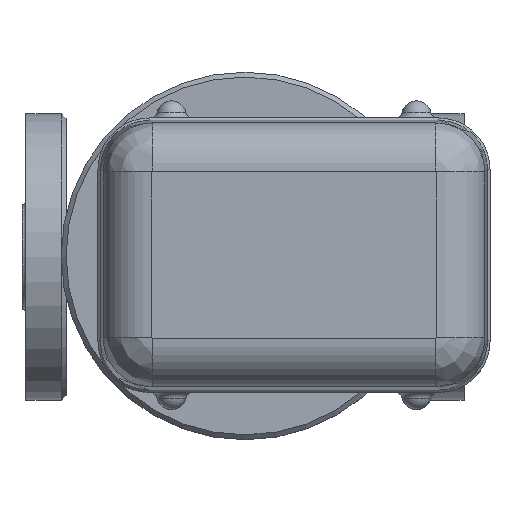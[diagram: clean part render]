
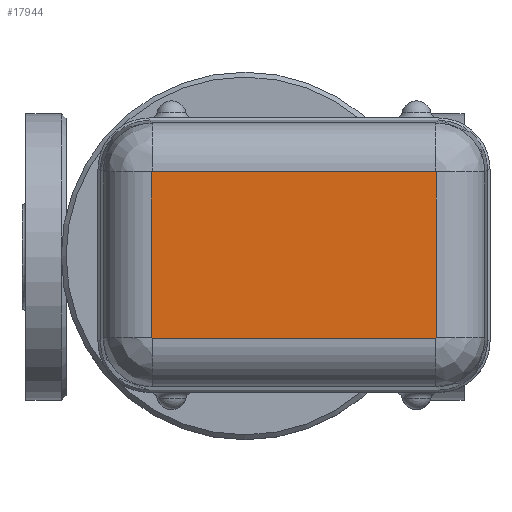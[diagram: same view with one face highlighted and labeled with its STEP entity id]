
A CAD part, top view. The second image highlights one B-rep face of the part: STEP entity #17944.
In plain terms, the highlighted planar face has unit normal (0, 0, 1).
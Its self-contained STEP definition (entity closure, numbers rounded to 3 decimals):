
#922=LINE('',#37331,#1930);
#923=LINE('',#37336,#1931);
#926=LINE('',#37511,#1934);
#927=LINE('',#37516,#1935);
#1930=VECTOR('',#22570,67.708);
#1931=VECTOR('',#22575,115.708);
#1934=VECTOR('',#22586,115.708);
#1935=VECTOR('',#22591,67.708);
#2787=B_SPLINE_CURVE_WITH_KNOTS('',3,(#37310,#37311,#37312,#37313,#37314,
#37315,#37316),.UNSPECIFIED.,.F.,.F.,(4,1,1,1,4),(0.,0.014,
0.027,0.041,0.047),.UNSPECIFIED.);
#2789=B_SPLINE_CURVE_WITH_KNOTS('',3,(#37395,#37396,#37397,#37398,#37399,
#37400,#37401,#37402),.UNSPECIFIED.,.F.,.F.,(4,1,1,1,1,4),(0.,
0.007,0.014,0.027,0.041,
0.047),.UNSPECIFIED.);
#2791=B_SPLINE_CURVE_WITH_KNOTS('',3,(#37486,#37487,#37488,#37489,#37490,
#37491,#37492,#37493,#37494,#37495),.UNSPECIFIED.,.F.,.F.,(4,1,1,1,1,1,
1,4),(0.,0.007,0.014,0.02,0.027,
0.034,0.041,0.047),.UNSPECIFIED.);
#2793=B_SPLINE_CURVE_WITH_KNOTS('',3,(#37567,#37568,#37569,#37570,#37571,
#37572,#37573),.UNSPECIFIED.,.F.,.F.,(4,1,1,1,4),(0.,0.014,
0.027,0.041,0.047),.UNSPECIFIED.);
#4180=FACE_OUTER_BOUND('',#5480,.T.);
#5480=EDGE_LOOP('',(#13766,#13767,#13768,#13769,#13770,#13771,#13772,#13773));
#8113=VERTEX_POINT('',#37307);
#8114=VERTEX_POINT('',#37309);
#8116=VERTEX_POINT('',#37327);
#8119=VERTEX_POINT('',#37334);
#8120=VERTEX_POINT('',#37394);
#8123=VERTEX_POINT('',#37484);
#8124=VERTEX_POINT('',#37507);
#8127=VERTEX_POINT('',#37514);
#10141=EDGE_CURVE('',#8113,#8114,#2787,.T.);
#10146=EDGE_CURVE('',#8114,#8116,#922,.T.);
#10148=EDGE_CURVE('',#8119,#8113,#923,.T.);
#10150=EDGE_CURVE('',#8116,#8120,#2789,.T.);
#10154=EDGE_CURVE('',#8123,#8119,#2791,.T.);
#10158=EDGE_CURVE('',#8120,#8124,#926,.T.);
#10160=EDGE_CURVE('',#8127,#8123,#927,.T.);
#10162=EDGE_CURVE('',#8124,#8127,#2793,.T.);
#13766=ORIENTED_EDGE('',*,*,#10141,.F.);
#13767=ORIENTED_EDGE('',*,*,#10148,.F.);
#13768=ORIENTED_EDGE('',*,*,#10154,.F.);
#13769=ORIENTED_EDGE('',*,*,#10160,.F.);
#13770=ORIENTED_EDGE('',*,*,#10162,.F.);
#13771=ORIENTED_EDGE('',*,*,#10158,.F.);
#13772=ORIENTED_EDGE('',*,*,#10150,.F.);
#13773=ORIENTED_EDGE('',*,*,#10146,.F.);
#17190=PLANE('',#19421);
#17944=ADVANCED_FACE('',(#4180),#17190,.T.);
#19421=AXIS2_PLACEMENT_3D('',#37665,#22604,#22605);
#22570=DIRECTION('',(0.,-1.,0.));
#22575=DIRECTION('',(1.,0.,0.));
#22586=DIRECTION('',(-1.,0.,0.));
#22591=DIRECTION('',(0.,1.,0.));
#22604=DIRECTION('center_axis',(0.,0.,
1.));
#22605=DIRECTION('ref_axis',(1.,0.,0.));
#37307=CARTESIAN_POINT('',(77.854,34.157,557.));
#37309=CARTESIAN_POINT('',(78.157,33.854,557.));
#37310=CARTESIAN_POINT('Ctrl Pts',(77.854,34.157,557.));
#37311=CARTESIAN_POINT('Ctrl Pts',(77.899,34.157,557.));
#37312=CARTESIAN_POINT('Ctrl Pts',(77.989,34.136,557.));
#37313=CARTESIAN_POINT('Ctrl Pts',(78.098,34.049,557.));
#37314=CARTESIAN_POINT('Ctrl Pts',(78.149,33.945,557.));
#37315=CARTESIAN_POINT('Ctrl Pts',(78.157,33.876,557.));
#37316=CARTESIAN_POINT('Ctrl Pts',(78.157,33.854,557.));
#37327=CARTESIAN_POINT('',(78.157,-33.854,557.));
#37331=CARTESIAN_POINT('',(78.157,-17.5,557.));
#37334=CARTESIAN_POINT('',(-37.854,34.157,557.));
#37336=CARTESIAN_POINT('',(49.5,34.157,557.));
#37394=CARTESIAN_POINT('',(77.854,-34.157,557.));
#37395=CARTESIAN_POINT('Ctrl Pts',(78.157,-33.854,557.));
#37396=CARTESIAN_POINT('Ctrl Pts',(78.157,-33.876,557.));
#37397=CARTESIAN_POINT('Ctrl Pts',(78.152,-33.922,557.));
#37398=CARTESIAN_POINT('Ctrl Pts',(78.121,-34.008,557.));
#37399=CARTESIAN_POINT('Ctrl Pts',(78.049,-34.099,557.));
#37400=CARTESIAN_POINT('Ctrl Pts',(77.944,-34.149,557.));
#37401=CARTESIAN_POINT('Ctrl Pts',(77.876,-34.157,557.));
#37402=CARTESIAN_POINT('Ctrl Pts',(77.854,-34.157,557.));
#37484=CARTESIAN_POINT('',(-38.157,33.854,557.));
#37486=CARTESIAN_POINT('Ctrl Pts',(-38.157,33.854,557.));
#37487=CARTESIAN_POINT('Ctrl Pts',(-38.157,33.876,557.));
#37488=CARTESIAN_POINT('Ctrl Pts',(-38.152,33.922,557.));
#37489=CARTESIAN_POINT('Ctrl Pts',(-38.129,33.986,557.));
#37490=CARTESIAN_POINT('Ctrl Pts',(-38.093,34.044,557.));
#37491=CARTESIAN_POINT('Ctrl Pts',(-38.044,34.092,557.));
#37492=CARTESIAN_POINT('Ctrl Pts',(-37.986,34.129,557.));
#37493=CARTESIAN_POINT('Ctrl Pts',(-37.922,34.152,557.));
#37494=CARTESIAN_POINT('Ctrl Pts',(-37.876,34.157,557.));
#37495=CARTESIAN_POINT('Ctrl Pts',(-37.854,34.157,557.));
#37507=CARTESIAN_POINT('',(-37.854,-34.157,557.));
#37511=CARTESIAN_POINT('',(-9.5,-34.157,557.));
#37514=CARTESIAN_POINT('',(-38.157,-33.854,557.));
#37516=CARTESIAN_POINT('',(-38.157,17.5,557.));
#37567=CARTESIAN_POINT('Ctrl Pts',(-37.854,-34.157,
557.));
#37568=CARTESIAN_POINT('Ctrl Pts',(-37.899,-34.157,
557.));
#37569=CARTESIAN_POINT('Ctrl Pts',(-37.989,-34.136,
557.));
#37570=CARTESIAN_POINT('Ctrl Pts',(-38.098,-34.049,
557.));
#37571=CARTESIAN_POINT('Ctrl Pts',(-38.149,-33.945,
557.));
#37572=CARTESIAN_POINT('Ctrl Pts',(-38.157,-33.876,
557.));
#37573=CARTESIAN_POINT('Ctrl Pts',(-38.157,-33.854,
557.));
#37665=CARTESIAN_POINT('Origin',(20.,0.,557.));
